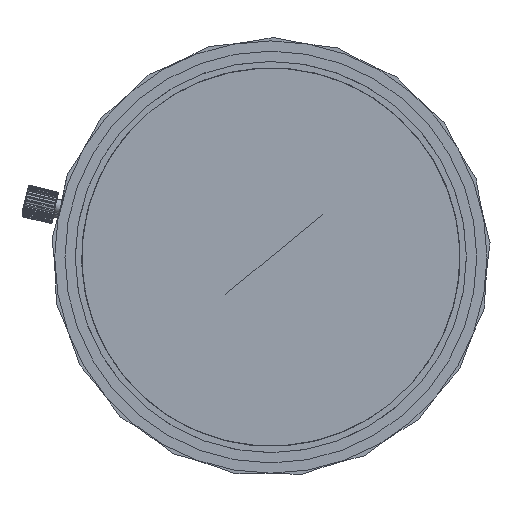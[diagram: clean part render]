
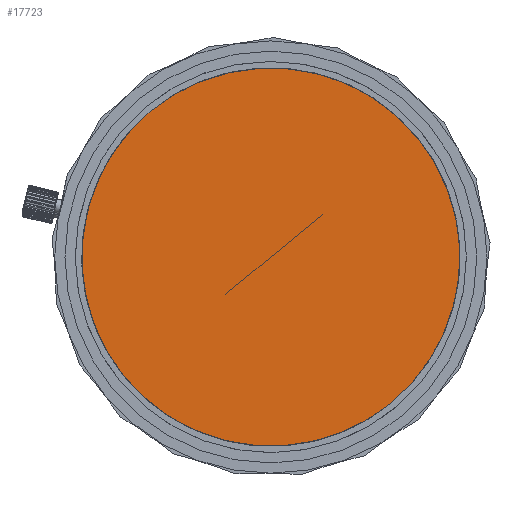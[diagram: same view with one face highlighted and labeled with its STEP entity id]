
A CAD part, left-side view. The second image highlights one B-rep face of the part: STEP entity #17723.
In plain terms, the highlighted face is planar.
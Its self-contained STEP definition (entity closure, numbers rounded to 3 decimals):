
#630 = CARTESIAN_POINT ( 'NONE',  ( -27.556, 0., 0. ) ) ;
#1471 = CARTESIAN_POINT ( 'NONE',  ( -20.764, -18.206, 0. ) ) ;
#1577 = CARTESIAN_POINT ( 'NONE',  ( 1.804, 27.556, 0. ) ) ;
#1699 = CARTESIAN_POINT ( 'NONE',  ( 16.809, 21.91, 0. ) ) ;
#1708 = CARTESIAN_POINT ( 'NONE',  ( -27.38, -3.602, 0. ) ) ;
#1814 = CARTESIAN_POINT ( 'NONE',  ( 18.21, 20.76, 0. ) ) ;
#2525 = CARTESIAN_POINT ( 'NONE',  ( 27.556, 1.804, 0. ) ) ;
#2994 = CARTESIAN_POINT ( 'NONE',  ( 26.149, 8.879, 0. ) ) ;
#3116 = CARTESIAN_POINT ( 'NONE',  ( 13.81, 23.914, 0. ) ) ;
#3127 = CARTESIAN_POINT ( 'NONE',  ( -8.874, -26.151, 0. ) ) ;
#3240 = CARTESIAN_POINT ( 'NONE',  ( 8.879, 26.149, 0. ) ) ;
#3249 = CARTESIAN_POINT ( 'NONE',  ( 3.602, -27.379, 0. ) ) ;
#3480 = CARTESIAN_POINT ( 'NONE',  ( -27.556, 1.804, 0. ) ) ;
#3844 = CARTESIAN_POINT ( 'NONE',  ( -23.917, -13.805, 0. ) ) ;
#4775 = CARTESIAN_POINT ( 'NONE',  ( 7.15, -26.674, 0. ) ) ;
#5011 = CARTESIAN_POINT ( 'NONE',  ( -21.91, 16.809, 0. ) ) ;
#5126 = CARTESIAN_POINT ( 'NONE',  ( 7.145, 26.675, 0. ) ) ;
#5139 = CARTESIAN_POINT ( 'NONE',  ( -21.907, -16.813, 0. ) ) ;
#6537 = CARTESIAN_POINT ( 'NONE',  ( 27.378, 3.607, 0. ) ) ;
#6664 = CARTESIAN_POINT ( 'NONE',  ( 21.907, -16.813, 0. ) ) ;
#6778 = CARTESIAN_POINT ( 'NONE',  ( -20.76, 18.21, 0. ) ) ;
#6787 = CARTESIAN_POINT ( 'NONE',  ( 27.556, 0., 0. ) ) ;
#7022 = CARTESIAN_POINT ( 'NONE',  ( -23.914, 13.81, 0. ) ) ;
#7032 = CARTESIAN_POINT ( 'NONE',  ( 24.766, -12.217, 0. ) ) ;
#7611 = CARTESIAN_POINT ( 'NONE',  ( -27.556, 0., 0. ) ) ;
#8430 = CARTESIAN_POINT ( 'NONE',  ( 23.917, -13.805, 0. ) ) ;
#8540 = CARTESIAN_POINT ( 'NONE',  ( -7.145, 26.675, 0. ) ) ;
#8547 = CARTESIAN_POINT ( 'NONE',  ( -56.418, 0., 0. ) ) ;
#8673 = CARTESIAN_POINT ( 'NONE',  ( 18.206, -20.764, 0. ) ) ;
#8904 = CARTESIAN_POINT ( 'NONE',  ( -8.879, 26.149, 0. ) ) ;
#9730 = CARTESIAN_POINT ( 'NONE',  ( 23.914, 13.81, 0. ) ) ;
#10199 = CARTESIAN_POINT ( 'NONE',  ( 24.768, 12.211, 0. ) ) ;
#10434 = CARTESIAN_POINT ( 'NONE',  ( -3.607, 27.378, 0. ) ) ;
#10443 = CARTESIAN_POINT ( 'NONE',  ( -18.206, -20.764, 0. ) ) ;
#10735 = B_SPLINE_CURVE_WITH_KNOTS ( 'NONE', 3,
 ( #6787, #15866, #13977, #20955, #22718, #7032, #8430, #6664, #19161, #8673, #21435, #21201, #19277, #14097, #4775, #3249, #11966, #15627, #22838, #21319, #3127, #17515, #12205, #19401, #10443, #1471, #5139, #3844, #11146, #14454, #17992, #1708, #11027, #7611 ),
 .UNSPECIFIED., .F., .F.,
 ( 4, 2, 2, 2, 2, 2, 2, 2, 2, 2, 2, 2, 2, 2, 2, 2, 4 ),
 ( 0., 0.062, 0.125, 0.187, 0.25, 0.312, 0.375, 0.437, 0.5, 0.562, 0.625, 0.687, 0.75, 0.812, 0.875, 0.937, 1. ),
 .UNSPECIFIED. ) ;
#11027 = CARTESIAN_POINT ( 'NONE',  ( -27.556, -1.81, 0. ) ) ;
#11146 = CARTESIAN_POINT ( 'NONE',  ( -24.766, -12.216, 0. ) ) ;
#11966 = CARTESIAN_POINT ( 'NONE',  ( 1.809, -27.556, 0. ) ) ;
#12195 = CARTESIAN_POINT ( 'NONE',  ( -24.768, 12.211, 0. ) ) ;
#12200 = EDGE_LOOP ( 'NONE', ( #16442, #18446 ) ) ;
#12205 = CARTESIAN_POINT ( 'NONE',  ( -13.805, -23.917, 0. ) ) ;
#12314 = CARTESIAN_POINT ( 'NONE',  ( -27.378, 3.607, 0. ) ) ;
#13728 = CARTESIAN_POINT ( 'NONE',  ( 26.675, 7.145, 0. ) ) ;
#13966 = CARTESIAN_POINT ( 'NONE',  ( 3.607, 27.378, 0. ) ) ;
#13977 = CARTESIAN_POINT ( 'NONE',  ( 27.379, -3.602, 0. ) ) ;
#14095 = PLANE ( 'NONE',  #21695 ) ;
#14097 = CARTESIAN_POINT ( 'NONE',  ( 8.874, -26.151, 0. ) ) ;
#14454 = CARTESIAN_POINT ( 'NONE',  ( -26.151, -8.874, 0. ) ) ;
#15627 = CARTESIAN_POINT ( 'NONE',  ( -1.809, -27.556, 0. ) ) ;
#15736 = CARTESIAN_POINT ( 'NONE',  ( -18.21, 20.76, 0. ) ) ;
#15857 = CARTESIAN_POINT ( 'NONE',  ( -1.804, 27.556, 0. ) ) ;
#15866 = CARTESIAN_POINT ( 'NONE',  ( 27.556, -1.809, 0. ) ) ;
#16211 = CARTESIAN_POINT ( 'NONE',  ( -26.675, 7.145, 0. ) ) ;
#16442 = ORIENTED_EDGE ( 'NONE', *, *, #21224, .F. ) ;
#16922 = CARTESIAN_POINT ( 'NONE',  ( 20.76, 18.21, 0. ) ) ;
#17384 = CARTESIAN_POINT ( 'NONE',  ( 21.91, 16.809, 0. ) ) ;
#17515 = CARTESIAN_POINT ( 'NONE',  ( -12.217, -24.766, 0. ) ) ;
#17565 = VERTEX_POINT ( 'NONE', #22034 ) ;
#17625 = CARTESIAN_POINT ( 'NONE',  ( -27.556, 0., 0. ) ) ;
#17723 = ADVANCED_FACE ( 'NONE', ( #20830 ), #14095, .T. ) ;
#17992 = CARTESIAN_POINT ( 'NONE',  ( -26.674, -7.15, 0. ) ) ;
#18446 = ORIENTED_EDGE ( 'NONE', *, *, #18961, .T. ) ;
#18961 = EDGE_CURVE ( 'NONE', #17565, #19148, #10735, .T. ) ;
#19148 = VERTEX_POINT ( 'NONE', #630 ) ;
#19161 = CARTESIAN_POINT ( 'NONE',  ( 20.764, -18.206, 0. ) ) ;
#19277 = CARTESIAN_POINT ( 'NONE',  ( 12.216, -24.766, 0. ) ) ;
#19390 = CARTESIAN_POINT ( 'NONE',  ( -26.149, 8.879, 0. ) ) ;
#19401 = CARTESIAN_POINT ( 'NONE',  ( -16.813, -21.907, 0. ) ) ;
#19515 = DIRECTION ( 'NONE',  ( 0., -1., 0. ) ) ;
#20746 = B_SPLINE_CURVE_WITH_KNOTS ( 'NONE', 3,
 ( #22708, #2525, #6537, #13728, #2994, #10199, #9730, #17384, #16922, #1814, #1699, #3116, #22951, #3240, #5126, #13966, #1577, #15857, #10434, #8540, #8904, #21192, #23072, #21541, #15736, #6778, #5011, #7022, #12195, #19390, #16211, #12314, #3480, #17625 ),
 .UNSPECIFIED., .F., .F.,
 ( 4, 2, 2, 2, 2, 2, 2, 2, 2, 2, 2, 2, 2, 2, 2, 2, 4 ),
 ( 0., 0.063, 0.125, 0.188, 0.25, 0.313, 0.375, 0.437, 0.5, 0.562, 0.625, 0.688, 0.75, 0.813, 0.875, 0.938, 1. ),
 .UNSPECIFIED. ) ;
#20830 = FACE_OUTER_BOUND ( 'NONE', #12200, .T. ) ;
#20955 = CARTESIAN_POINT ( 'NONE',  ( 26.674, -7.15, 0. ) ) ;
#21076 = DIRECTION ( 'NONE',  ( 0., 0., -1. ) ) ;
#21192 = CARTESIAN_POINT ( 'NONE',  ( -12.211, 24.768, 0. ) ) ;
#21201 = CARTESIAN_POINT ( 'NONE',  ( 13.805, -23.917, 0. ) ) ;
#21224 = EDGE_CURVE ( 'NONE', #17565, #19148, #20746, .T. ) ;
#21319 = CARTESIAN_POINT ( 'NONE',  ( -7.15, -26.674, 0. ) ) ;
#21435 = CARTESIAN_POINT ( 'NONE',  ( 16.813, -21.907, 0. ) ) ;
#21541 = CARTESIAN_POINT ( 'NONE',  ( -16.809, 21.91, 0. ) ) ;
#21695 = AXIS2_PLACEMENT_3D ( 'NONE', #8547, #21076, #19515 ) ;
#22034 = CARTESIAN_POINT ( 'NONE',  ( 27.556, 0., 0. ) ) ;
#22708 = CARTESIAN_POINT ( 'NONE',  ( 27.556, 0., 0. ) ) ;
#22718 = CARTESIAN_POINT ( 'NONE',  ( 26.151, -8.874, 0. ) ) ;
#22838 = CARTESIAN_POINT ( 'NONE',  ( -3.602, -27.379, 0. ) ) ;
#22951 = CARTESIAN_POINT ( 'NONE',  ( 12.211, 24.768, 0. ) ) ;
#23072 = CARTESIAN_POINT ( 'NONE',  ( -13.81, 23.914, 0. ) ) ;
